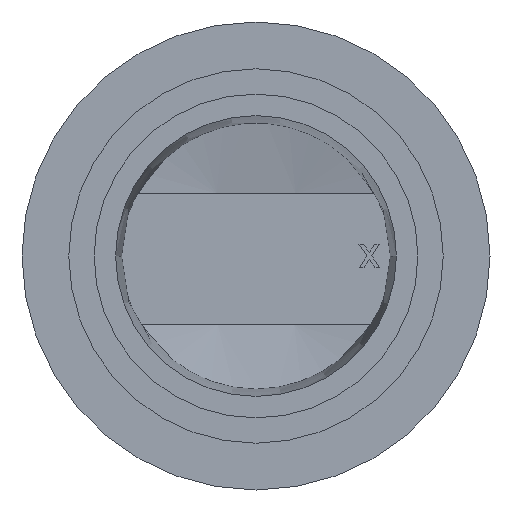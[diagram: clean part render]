
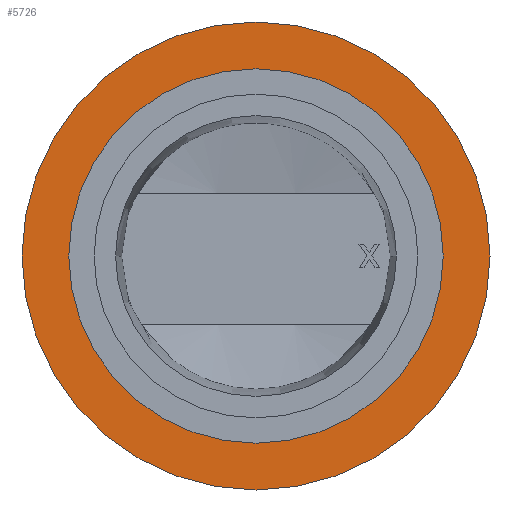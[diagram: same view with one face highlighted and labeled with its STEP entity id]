
A CAD part, front view. The second image highlights one B-rep face of the part: STEP entity #5726.
In plain terms, the highlighted planar face has unit normal (0, -1, 0).
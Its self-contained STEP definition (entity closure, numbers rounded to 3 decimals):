
#808=CARTESIAN_POINT('',(0.,0.5,0.));
#809=DIRECTION('',(0.,-1.,0.));
#810=DIRECTION('',(1.,0.,0.));
#811=AXIS2_PLACEMENT_3D('',#808,#809,#810);
#813=CARTESIAN_POINT('',(0.,0.5,0.));
#814=DIRECTION('',(0.,-1.,0.));
#815=DIRECTION('',(-1.,0.,0.));
#816=AXIS2_PLACEMENT_3D('',#813,#814,#815);
#818=CARTESIAN_POINT('',(0.,0.5,0.));
#819=DIRECTION('',(0.,1.,0.));
#820=DIRECTION('',(0.,0.,1.));
#821=AXIS2_PLACEMENT_3D('',#818,#819,#820);
#823=CARTESIAN_POINT('',(0.,0.5,0.));
#824=DIRECTION('',(0.,1.,0.));
#825=DIRECTION('',(0.,0.,-1.));
#826=AXIS2_PLACEMENT_3D('',#823,#824,#825);
#4158=CARTESIAN_POINT('',(-7.5,0.5,0.));
#4160=VERTEX_POINT('',#4158);
#4484=CARTESIAN_POINT('',(0.,0.5,5.188));
#4485=CARTESIAN_POINT('',(0.,0.5,-5.188));
#4486=VERTEX_POINT('',#4484);
#4487=VERTEX_POINT('',#4485);
#4702=CARTESIAN_POINT('',(7.5,0.5,0.));
#4703=VERTEX_POINT('',#4702);
#5710=CARTESIAN_POINT('',(-6.,0.5,0.));
#5711=DIRECTION('',(0.,-1.,0.));
#5712=DIRECTION('',(1.,0.,0.));
#5713=AXIS2_PLACEMENT_3D('',#5710,#5711,#5712);
#5714=PLANE('',#5713);
#5715=ORIENTED_EDGE('',*,*,#5700,.F.);
#5717=ORIENTED_EDGE('',*,*,#5716,.F.);
#5718=EDGE_LOOP('',(#5715,#5717));
#5719=FACE_OUTER_BOUND('',#5718,.F.);
#5721=ORIENTED_EDGE('',*,*,#5720,.F.);
#5723=ORIENTED_EDGE('',*,*,#5722,.F.);
#5724=EDGE_LOOP('',(#5721,#5723));
#5725=FACE_BOUND('',#5724,.F.);
#5726=ADVANCED_FACE('',(#5719,#5725),#5714,.T.);
#812=CIRCLE('',#811,7.5);
#817=CIRCLE('',#816,7.5);
#822=CIRCLE('',#821,5.188);
#827=CIRCLE('',#826,5.188);
#5700=EDGE_CURVE('',#4703,#4160,#812,.T.);
#5716=EDGE_CURVE('',#4160,#4703,#817,.T.);
#5720=EDGE_CURVE('',#4486,#4487,#822,.T.);
#5722=EDGE_CURVE('',#4487,#4486,#827,.T.);
